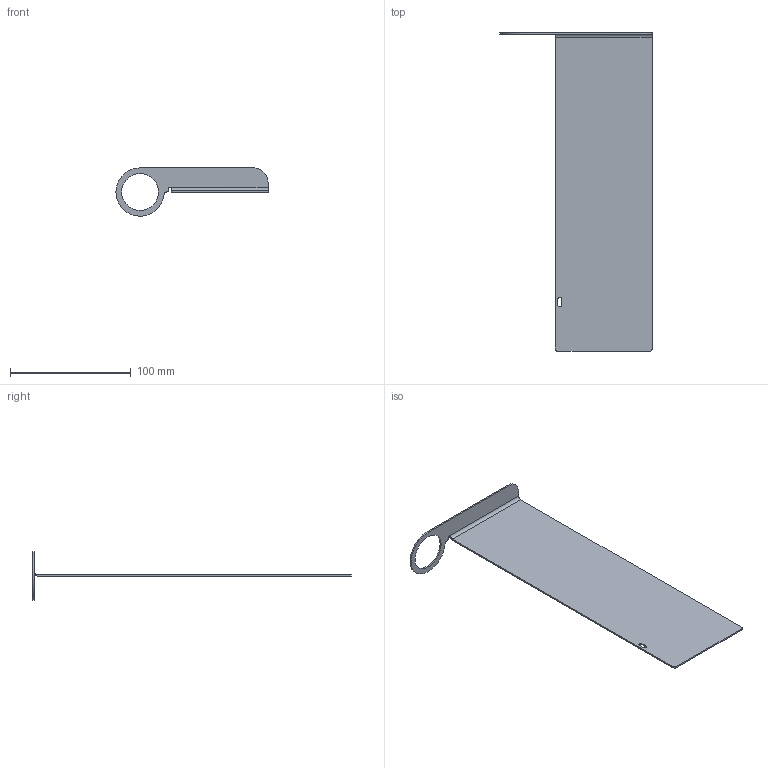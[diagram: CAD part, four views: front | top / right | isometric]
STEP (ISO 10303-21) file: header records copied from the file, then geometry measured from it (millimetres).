
FILE_DESCRIPTION((''),'2;1');
FILE_NAME('192207_ASM','2015-12-15T',('pdmadmin'),(''),'PRO/ENGINEER BY PARAMETRIC TECHNOLOGY CORPORATION, 2013230','PRO/ENGINEER BY PARAMETRIC TECHNOLOGY CORPORATION, 2013230','');
FILE_SCHEMA(('CONFIG_CONTROL_DESIGN'));
Length unit declared in the file: millimetre
Products named in the file (2): 192209; 192207_ASM
Assembly tree (1 placements, depth 2):
  192207_ASM
    192209
Bounding box: 125.99 x 264 x 39.96 mm (x, y, z)
Volume: 27814.3 mm3; surface area: 47521.2 mm2
Topology: 1 solids, 1 shells, 526 faces, 1503 edges, 1000 vertices
Faces by surface type: plane 512, cylinder 13, bspline 1
Entity records: 16922 total; most frequent: CARTESIAN_POINT 3079, ORIENTED_EDGE 3006, DIRECTION 2585, EDGE_CURVE 1503, VECTOR 1473, LINE 1473, VERTEX_POINT 1000, AXIS2_PLACEMENT_3D 556
